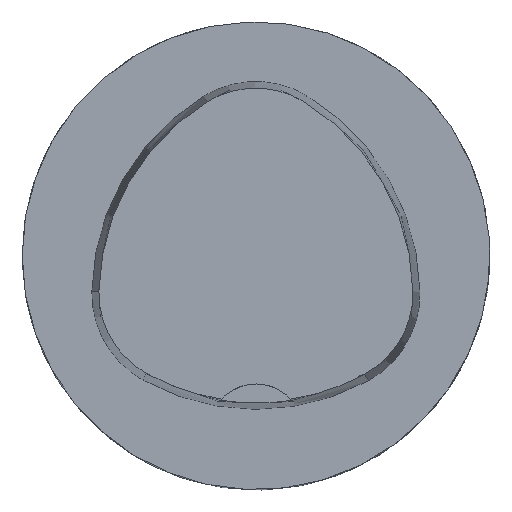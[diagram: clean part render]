
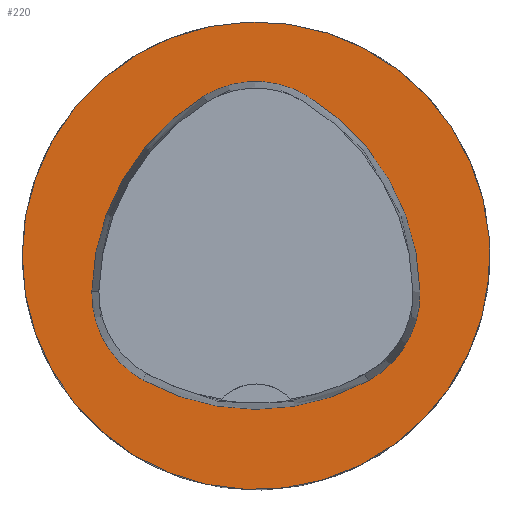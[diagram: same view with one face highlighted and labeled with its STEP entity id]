
A CAD part, top view. The second image highlights one B-rep face of the part: STEP entity #220.
In plain terms, the highlighted planar face has unit normal (0, 0, 1).
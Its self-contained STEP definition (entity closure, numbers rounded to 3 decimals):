
#198=FACE_BOUND('',#309,.T.);
#199=FACE_BOUND('',#310,.T.);
#220=ADVANCED_FACE('',(#198,#199),#239,.T.);
#239=PLANE('',#710);
#309=EDGE_LOOP('',(#400,#401,#402,#403,#404,#405));
#310=EDGE_LOOP('',(#406));
#400=ORIENTED_EDGE('',*,*,#538,.T.);
#401=ORIENTED_EDGE('',*,*,#518,.T.);
#402=ORIENTED_EDGE('',*,*,#522,.T.);
#403=ORIENTED_EDGE('',*,*,#525,.T.);
#404=ORIENTED_EDGE('',*,*,#528,.T.);
#405=ORIENTED_EDGE('',*,*,#536,.T.);
#406=ORIENTED_EDGE('',*,*,#516,.F.);
#471=VERTEX_POINT('',#985);
#473=VERTEX_POINT('',#996);
#474=VERTEX_POINT('',#997);
#477=VERTEX_POINT('',#1005);
#479=VERTEX_POINT('',#1011);
#481=VERTEX_POINT('',#1017);
#488=VERTEX_POINT('',#1038);
#516=EDGE_CURVE('',#471,#471,#560,.T.);
#518=EDGE_CURVE('',#473,#474,#562,.T.);
#522=EDGE_CURVE('',#474,#477,#564,.T.);
#525=EDGE_CURVE('',#477,#479,#566,.T.);
#528=EDGE_CURVE('',#479,#481,#568,.T.);
#536=EDGE_CURVE('',#481,#488,#572,.T.);
#538=EDGE_CURVE('',#488,#473,#574,.T.);
#560=CIRCLE('',#684,20.);
#562=CIRCLE('',#688,20.);
#564=CIRCLE('',#691,8.5);
#566=CIRCLE('',#694,20.);
#568=CIRCLE('',#697,8.5);
#572=CIRCLE('',#702,20.);
#574=CIRCLE('',#705,8.5);
#684=AXIS2_PLACEMENT_3D('',#984,#804,#805);
#688=AXIS2_PLACEMENT_3D('',#995,#813,#814);
#691=AXIS2_PLACEMENT_3D('',#1004,#821,#822);
#694=AXIS2_PLACEMENT_3D('',#1010,#828,#829);
#697=AXIS2_PLACEMENT_3D('',#1016,#835,#836);
#702=AXIS2_PLACEMENT_3D('',#1039,#847,#848);
#705=AXIS2_PLACEMENT_3D('',#1042,#853,#854);
#710=AXIS2_PLACEMENT_3D('',#1047,#863,#864);
#804=DIRECTION('',(0.,0.,-1.));
#805=DIRECTION('',(-1.,0.,0.));
#813=DIRECTION('',(0.,0.,-1.));
#814=DIRECTION('',(-1.,0.,0.));
#821=DIRECTION('',(0.,0.,-1.));
#822=DIRECTION('',(-1.,0.,0.));
#828=DIRECTION('',(0.,0.,-1.));
#829=DIRECTION('',(-1.,0.,0.));
#835=DIRECTION('',(0.,0.,-1.));
#836=DIRECTION('',(-1.,0.,0.));
#847=DIRECTION('',(0.,0.,-1.));
#848=DIRECTION('',(-1.,0.,0.));
#853=DIRECTION('',(0.,0.,-1.));
#854=DIRECTION('',(-1.,0.,0.));
#863=DIRECTION('',(0.,0.,1.));
#864=DIRECTION('',(1.,0.,0.));
#984=CARTESIAN_POINT('',(0.,0.,0.));
#985=CARTESIAN_POINT('',(-20.,0.,0.));
#995=CARTESIAN_POINT('',(5.955,-3.414,0.));
#996=CARTESIAN_POINT('',(-14.041,-3.042,0.));
#997=CARTESIAN_POINT('',(-4.472,13.653,0.));
#1004=CARTESIAN_POINT('',(-0.04,6.4,0.));
#1005=CARTESIAN_POINT('',(4.347,13.68,0.));
#1010=CARTESIAN_POINT('',(-5.976,-3.45,0.));
#1011=CARTESIAN_POINT('',(14.021,-3.075,0.));
#1016=CARTESIAN_POINT('',(5.522,-3.235,0.));
#1017=CARTESIAN_POINT('',(9.588,-10.699,0.));
#1038=CARTESIAN_POINT('',(-9.655,-10.639,0.));
#1039=CARTESIAN_POINT('',(0.022,6.864,0.));
#1042=CARTESIAN_POINT('',(-5.543,-3.2,0.));
#1047=CARTESIAN_POINT('',(0.,0.,
0.));
